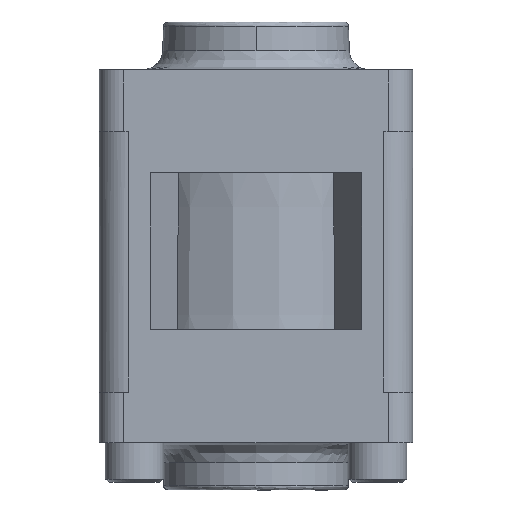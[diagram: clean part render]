
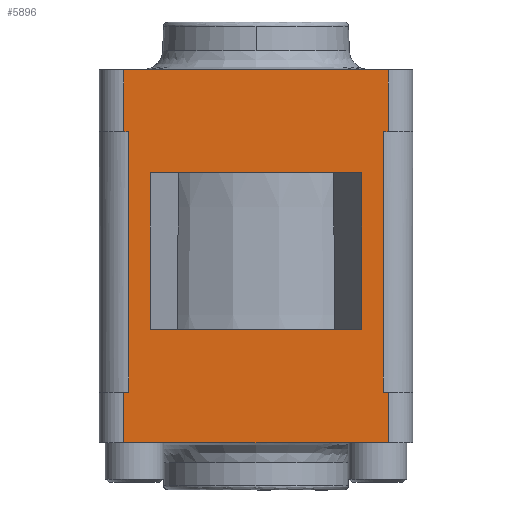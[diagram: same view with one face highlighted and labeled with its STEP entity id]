
A CAD part, front view. The second image highlights one B-rep face of the part: STEP entity #5896.
In plain terms, the highlighted planar face has unit normal (0, -1, 0).
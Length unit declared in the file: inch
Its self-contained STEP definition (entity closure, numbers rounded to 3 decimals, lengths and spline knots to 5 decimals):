
#37 = ORIENTED_EDGE ( 'NONE', *, *, #7199, .T. ) ;
#40 = ORIENTED_EDGE ( 'NONE', *, *, #1395, .T. ) ;
#57 = VECTOR ( 'NONE', #5026, 39.37008 ) ;
#113 = VECTOR ( 'NONE', #6599, 39.37008 ) ;
#149 = VERTEX_POINT ( 'NONE', #4720 ) ;
#250 = EDGE_CURVE ( 'NONE', #7558, #5455, #1849, .T. ) ;
#259 = LINE ( 'NONE', #4236, #3682 ) ;
#265 = EDGE_LOOP ( 'NONE', ( #673, #3614, #37, #8106 ) ) ;
#397 = DIRECTION ( 'NONE',  ( 0., 0., -1. ) ) ;
#484 = VECTOR ( 'NONE', #5629, 39.37008 ) ;
#521 = DIRECTION ( 'NONE',  ( 0., 0., 1. ) ) ;
#547 = CARTESIAN_POINT ( 'NONE',  ( 0.844, -1., 0. ) ) ;
#552 = ORIENTED_EDGE ( 'NONE', *, *, #8223, .F. ) ;
#593 = DIRECTION ( 'NONE',  ( 1., 0., 0. ) ) ;
#673 = ORIENTED_EDGE ( 'NONE', *, *, #6757, .T. ) ;
#821 = LINE ( 'NONE', #5929, #4354 ) ;
#836 = ORIENTED_EDGE ( 'NONE', *, *, #3981, .F. ) ;
#840 = DIRECTION ( 'NONE',  ( -1., 0., 0. ) ) ;
#869 = CARTESIAN_POINT ( 'NONE',  ( 0.844, -1., -1.98515 ) ) ;
#1065 = DIRECTION ( 'NONE',  ( 0., 0., -1. ) ) ;
#1084 = CARTESIAN_POINT ( 'NONE',  ( -0.8125, -1., -1.66015 ) ) ;
#1193 = CARTESIAN_POINT ( 'NONE',  ( -0.675, -1., -0.26215 ) ) ;
#1395 = EDGE_CURVE ( 'NONE', #4107, #4168, #1685, .T. ) ;
#1412 = VECTOR ( 'NONE', #6035, 39.37008 ) ;
#1434 = FACE_BOUND ( 'NONE', #265, .T. ) ;
#1475 = CARTESIAN_POINT ( 'NONE',  ( -31.8678, -1., 4.6674 ) ) ;
#1476 = DIRECTION ( 'NONE',  ( 1., 0., 0. ) ) ;
#1513 = CARTESIAN_POINT ( 'NONE',  ( 0., -1., -0.26215 ) ) ;
#1529 = DIRECTION ( 'NONE',  ( 0., 0., -1. ) ) ;
#1544 = CARTESIAN_POINT ( 'NONE',  ( -0.8125, -1., -1.66015 ) ) ;
#1658 = ORIENTED_EDGE ( 'NONE', *, *, #6359, .T. ) ;
#1669 = CARTESIAN_POINT ( 'NONE',  ( 0.844, -1., -1.66015 ) ) ;
#1685 = LINE ( 'NONE', #4252, #5320 ) ;
#1794 = ORIENTED_EDGE ( 'NONE', *, *, #4655, .T. ) ;
#1849 = LINE ( 'NONE', #3156, #484 ) ;
#1939 = DIRECTION ( 'NONE',  ( -1., 0., 0. ) ) ;
#2007 = LINE ( 'NONE', #7674, #2108 ) ;
#2096 = CARTESIAN_POINT ( 'NONE',  ( 0., -1., -1.26015 ) ) ;
#2108 = VECTOR ( 'NONE', #593, 39.37008 ) ;
#2165 = CARTESIAN_POINT ( 'NONE',  ( -0.844, -1., 0.395 ) ) ;
#2175 = LINE ( 'NONE', #6612, #1412 ) ;
#2233 = LINE ( 'NONE', #3574, #4083 ) ;
#2239 = LINE ( 'NONE', #4172, #6010 ) ;
#2757 = VECTOR ( 'NONE', #1939, 39.37008 ) ;
#2806 = DIRECTION ( 'NONE',  ( -1., 0., 0. ) ) ;
#2834 = EDGE_CURVE ( 'NONE', #6002, #3272, #2007, .T. ) ;
#2906 = DIRECTION ( 'NONE',  ( 0., 0., 1. ) ) ;
#3004 = AXIS2_PLACEMENT_3D ( 'NONE', #1475, #4044, #397 ) ;
#3061 = CARTESIAN_POINT ( 'NONE',  ( 0.8125, -1., -0.00007 ) ) ;
#3107 = CARTESIAN_POINT ( 'NONE',  ( 0.844, -1., 4.6674 ) ) ;
#3156 = CARTESIAN_POINT ( 'NONE',  ( 0., -1., -1.66015 ) ) ;
#3272 = VERTEX_POINT ( 'NONE', #5758 ) ;
#3368 = CARTESIAN_POINT ( 'NONE',  ( -1.0475, -1., 0. ) ) ;
#3382 = LINE ( 'NONE', #869, #6941 ) ;
#3393 = DIRECTION ( 'NONE',  ( 0., 0., 1. ) ) ;
#3452 = LINE ( 'NONE', #1513, #7830 ) ;
#3502 = EDGE_CURVE ( 'NONE', #3895, #4238, #4752, .T. ) ;
#3574 = CARTESIAN_POINT ( 'NONE',  ( 0.675, -1., -1.26015 ) ) ;
#3614 = ORIENTED_EDGE ( 'NONE', *, *, #6870, .F. ) ;
#3682 = VECTOR ( 'NONE', #2806, 39.37008 ) ;
#3728 = ORIENTED_EDGE ( 'NONE', *, *, #2834, .T. ) ;
#3895 = VERTEX_POINT ( 'NONE', #547 ) ;
#3901 = CARTESIAN_POINT ( 'NONE',  ( -0.844, -1., -1.98515 ) ) ;
#3929 = LINE ( 'NONE', #7786, #113 ) ;
#3981 = EDGE_CURVE ( 'NONE', #7698, #3272, #3382, .T. ) ;
#4044 = DIRECTION ( 'NONE',  ( 0., -1., 0. ) ) ;
#4050 = DIRECTION ( 'NONE',  ( -1., 0., 0. ) ) ;
#4083 = VECTOR ( 'NONE', #2906, 39.37008 ) ;
#4090 = VECTOR ( 'NONE', #3393, 39.37008 ) ;
#4104 = ORIENTED_EDGE ( 'NONE', *, *, #7293, .F. ) ;
#4107 = VERTEX_POINT ( 'NONE', #2165 ) ;
#4113 = EDGE_CURVE ( 'NONE', #6439, #7702, #3929, .T. ) ;
#4168 = VERTEX_POINT ( 'NONE', #8216 ) ;
#4172 = CARTESIAN_POINT ( 'NONE',  ( -0.844, -1., -1.98515 ) ) ;
#4236 = CARTESIAN_POINT ( 'NONE',  ( -1.0475, -1., 0. ) ) ;
#4238 = VERTEX_POINT ( 'NONE', #4986 ) ;
#4252 = CARTESIAN_POINT ( 'NONE',  ( -0.844, -1., 4.6674 ) ) ;
#4293 = ORIENTED_EDGE ( 'NONE', *, *, #7600, .T. ) ;
#4354 = VECTOR ( 'NONE', #4050, 39.37008 ) ;
#4427 = VERTEX_POINT ( 'NONE', #4605 ) ;
#4605 = CARTESIAN_POINT ( 'NONE',  ( -0.675, -1., -1.26015 ) ) ;
#4655 = EDGE_CURVE ( 'NONE', #5455, #6002, #2239, .T. ) ;
#4720 = CARTESIAN_POINT ( 'NONE',  ( 0.675, -1., -0.26215 ) ) ;
#4752 = LINE ( 'NONE', #3107, #7742 ) ;
#4901 = CARTESIAN_POINT ( 'NONE',  ( -0.844, -1., -1.66015 ) ) ;
#4986 = CARTESIAN_POINT ( 'NONE',  ( 0.844, -1., 0.395 ) ) ;
#5026 = DIRECTION ( 'NONE',  ( 0., 0., -1. ) ) ;
#5042 = CARTESIAN_POINT ( 'NONE',  ( -0.8125, -1., -0.00007 ) ) ;
#5133 = LINE ( 'NONE', #3368, #2757 ) ;
#5205 = CARTESIAN_POINT ( 'NONE',  ( -0.675, -1., -1.26015 ) ) ;
#5242 = LINE ( 'NONE', #5205, #4090 ) ;
#5252 = CARTESIAN_POINT ( 'NONE',  ( 0.675, -1., -1.26015 ) ) ;
#5320 = VECTOR ( 'NONE', #1065, 39.37008 ) ;
#5426 = VECTOR ( 'NONE', #840, 39.37008 ) ;
#5455 = VERTEX_POINT ( 'NONE', #4901 ) ;
#5555 = EDGE_CURVE ( 'NONE', #4238, #4107, #821, .T. ) ;
#5629 = DIRECTION ( 'NONE',  ( -1., 0., 0. ) ) ;
#5758 = CARTESIAN_POINT ( 'NONE',  ( 0.844, -1., -1.98515 ) ) ;
#5875 = VERTEX_POINT ( 'NONE', #5252 ) ;
#5896 = ADVANCED_FACE ( 'NONE', ( #7180, #1434 ), #7229, .T. ) ;
#5914 = EDGE_LOOP ( 'NONE', ( #7251, #6446, #40, #4104, #1658, #8247, #1794, #3728, #836, #4293, #7595, #552 ) ) ;
#5929 = CARTESIAN_POINT ( 'NONE',  ( -31.8678, -1., 0.395 ) ) ;
#6002 = VERTEX_POINT ( 'NONE', #3901 ) ;
#6010 = VECTOR ( 'NONE', #7446, 39.37008 ) ;
#6035 = DIRECTION ( 'NONE',  ( -1., 0., 0. ) ) ;
#6191 = LINE ( 'NONE', #1084, #57 ) ;
#6359 = EDGE_CURVE ( 'NONE', #6965, #7558, #6191, .T. ) ;
#6439 = VERTEX_POINT ( 'NONE', #6857 ) ;
#6446 = ORIENTED_EDGE ( 'NONE', *, *, #5555, .T. ) ;
#6599 = DIRECTION ( 'NONE',  ( 0., 0., 1. ) ) ;
#6612 = CARTESIAN_POINT ( 'NONE',  ( 0., -1., -1.66015 ) ) ;
#6757 = EDGE_CURVE ( 'NONE', #8138, #149, #3452, .T. ) ;
#6857 = CARTESIAN_POINT ( 'NONE',  ( 0.8125, -1., -1.66015 ) ) ;
#6870 = EDGE_CURVE ( 'NONE', #5875, #149, #2233, .T. ) ;
#6941 = VECTOR ( 'NONE', #1529, 39.37008 ) ;
#6965 = VERTEX_POINT ( 'NONE', #5042 ) ;
#7168 = LINE ( 'NONE', #2096, #5426 ) ;
#7180 = FACE_OUTER_BOUND ( 'NONE', #5914, .T. ) ;
#7187 = EDGE_CURVE ( 'NONE', #4427, #8138, #5242, .T. ) ;
#7199 = EDGE_CURVE ( 'NONE', #5875, #4427, #7168, .T. ) ;
#7229 = PLANE ( 'NONE',  #3004 ) ;
#7251 = ORIENTED_EDGE ( 'NONE', *, *, #3502, .T. ) ;
#7293 = EDGE_CURVE ( 'NONE', #6965, #4168, #259, .T. ) ;
#7446 = DIRECTION ( 'NONE',  ( 0., 0., -1. ) ) ;
#7558 = VERTEX_POINT ( 'NONE', #1544 ) ;
#7595 = ORIENTED_EDGE ( 'NONE', *, *, #4113, .T. ) ;
#7600 = EDGE_CURVE ( 'NONE', #7698, #6439, #2175, .T. ) ;
#7674 = CARTESIAN_POINT ( 'NONE',  ( 0., -1., -1.98515 ) ) ;
#7698 = VERTEX_POINT ( 'NONE', #1669 ) ;
#7702 = VERTEX_POINT ( 'NONE', #3061 ) ;
#7742 = VECTOR ( 'NONE', #521, 39.37008 ) ;
#7786 = CARTESIAN_POINT ( 'NONE',  ( 0.8125, -1., -1.66015 ) ) ;
#7830 = VECTOR ( 'NONE', #1476, 39.37008 ) ;
#8106 = ORIENTED_EDGE ( 'NONE', *, *, #7187, .T. ) ;
#8138 = VERTEX_POINT ( 'NONE', #1193 ) ;
#8216 = CARTESIAN_POINT ( 'NONE',  ( -0.844, -1., 0. ) ) ;
#8223 = EDGE_CURVE ( 'NONE', #3895, #7702, #5133, .T. ) ;
#8247 = ORIENTED_EDGE ( 'NONE', *, *, #250, .T. ) ;
